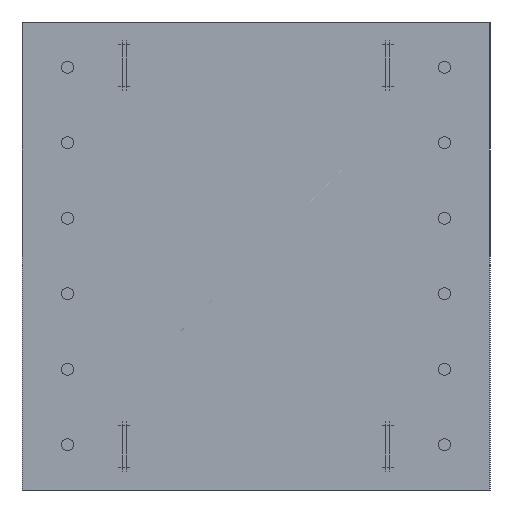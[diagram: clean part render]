
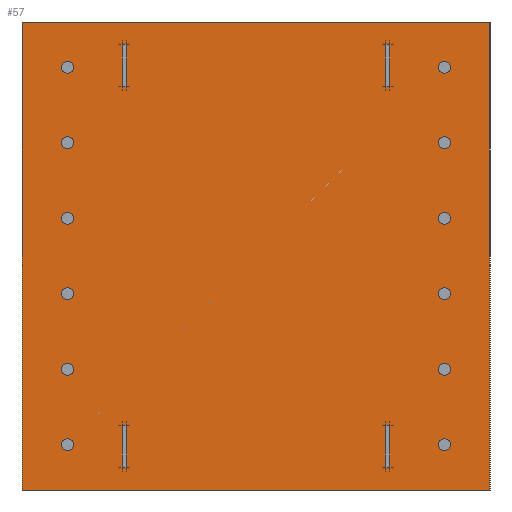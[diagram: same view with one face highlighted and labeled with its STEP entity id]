
A CAD part, front view. The second image highlights one B-rep face of the part: STEP entity #57.
In plain terms, the highlighted planar face has unit normal (0, -1, 0).
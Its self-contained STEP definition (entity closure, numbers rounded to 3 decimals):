
#57 = ADVANCED_FACE ( 'NONE', ( #1368 ), #2769, .T. ) ;
#362 = EDGE_LOOP ( 'NONE', ( #3677, #3679, #3678, #3680 ) ) ;
#1368 = FACE_OUTER_BOUND ( 'NONE', #362, .T. ) ;
#1371 = AXIS2_PLACEMENT_3D ( 'NONE', #2770, #2771, #2772 ) ;
#2440 = VERTEX_POINT ( 'NONE', #3149 ) ;
#2500 = VERTEX_POINT ( 'NONE', #3209 ) ;
#2501 = VERTEX_POINT ( 'NONE', #3210 ) ;
#2534 = VERTEX_POINT ( 'NONE', #3243 ) ;
#2769 = PLANE ( 'NONE',  #1371 ) ;
#2770 = CARTESIAN_POINT ( 'NONE',  ( 0., 0., -31. ) ) ;
#2771 = DIRECTION ( 'NONE',  ( 0., -1., 0. ) ) ;
#2772 = DIRECTION ( 'NONE',  ( 1., 0., 0. ) ) ;
#3149 = CARTESIAN_POINT ( 'NONE',  ( -31., 0., 0. ) ) ;
#3209 = CARTESIAN_POINT ( 'NONE',  ( -31., 0., -31. ) ) ;
#3210 = CARTESIAN_POINT ( 'NONE',  ( 0., 0., 0. ) ) ;
#3243 = CARTESIAN_POINT ( 'NONE',  ( 0., 0., -31. ) ) ;
#3677 = ORIENTED_EDGE ( 'NONE', *, *, #6798, .F. ) ;
#3678 = ORIENTED_EDGE ( 'NONE', *, *, #6799, .T. ) ;
#3679 = ORIENTED_EDGE ( 'NONE', *, *, #6797, .F. ) ;
#3680 = ORIENTED_EDGE ( 'NONE', *, *, #6793, .T. ) ;
#5255 = LINE ( 'NONE', #5256, #10154 ) ;
#5256 = CARTESIAN_POINT ( 'NONE',  ( 0., 0., -31. ) ) ;
#5257 = DIRECTION ( 'NONE',  ( 0., 0., 1. ) ) ;
#5267 = LINE ( 'NONE', #5268, #10061 ) ;
#5268 = CARTESIAN_POINT ( 'NONE',  ( -31., 0., -31. ) ) ;
#5269 = DIRECTION ( 'NONE',  ( 0., 0., 1. ) ) ;
#5270 = LINE ( 'NONE', #5271, #10138 ) ;
#5271 = CARTESIAN_POINT ( 'NONE',  ( 0., 0., 0. ) ) ;
#5272 = DIRECTION ( 'NONE',  ( 1., 0., 0. ) ) ;
#5273 = LINE ( 'NONE', #5274, #10023 ) ;
#5274 = CARTESIAN_POINT ( 'NONE',  ( 0., 0., -31. ) ) ;
#5275 = DIRECTION ( 'NONE',  ( 1., 0., 0. ) ) ;
#6793 = EDGE_CURVE ( 'NONE', #2534, #2501, #5255, .T. ) ;
#6797 = EDGE_CURVE ( 'NONE', #2500, #2440, #5267, .T. ) ;
#6798 = EDGE_CURVE ( 'NONE', #2440, #2501, #5270, .T. ) ;
#6799 = EDGE_CURVE ( 'NONE', #2500, #2534, #5273, .T. ) ;
#10023 = VECTOR ( 'NONE', #5275, 1000. ) ;
#10061 = VECTOR ( 'NONE', #5269, 1000. ) ;
#10138 = VECTOR ( 'NONE', #5272, 1000. ) ;
#10154 = VECTOR ( 'NONE', #5257, 1000. ) ;
